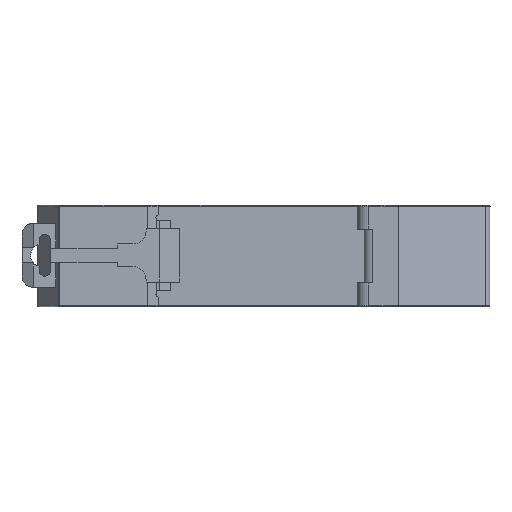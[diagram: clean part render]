
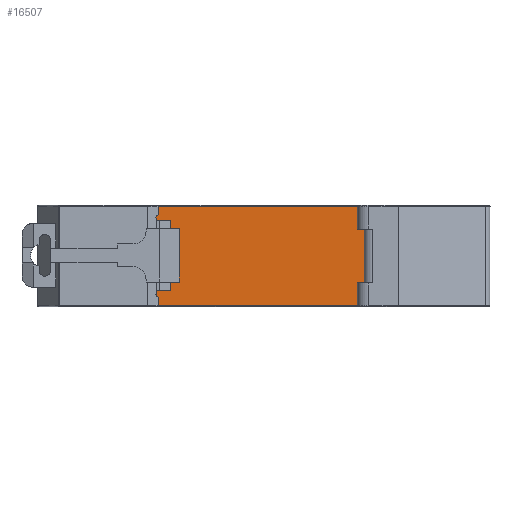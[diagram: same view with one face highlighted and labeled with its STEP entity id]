
A CAD part, front view. The second image highlights one B-rep face of the part: STEP entity #16507.
In plain terms, the highlighted planar face has unit normal (0, -1, 0).
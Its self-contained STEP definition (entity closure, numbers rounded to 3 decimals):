
#348 = CARTESIAN_POINT ( 'NONE',  ( -43.898, -16.301, 4.364 ) ) ;
#418 = VECTOR ( 'NONE', #10249, 1000. ) ;
#731 = AXIS2_PLACEMENT_3D ( 'NONE', #950, #10696, #2361 ) ;
#851 = CARTESIAN_POINT ( 'NONE',  ( -40.977, -16.301, -8.237 ) ) ;
#861 = CARTESIAN_POINT ( 'NONE',  ( -43.197, -16.301, 6.463 ) ) ;
#906 = VERTEX_POINT ( 'NONE', #10244 ) ;
#950 = CARTESIAN_POINT ( 'NONE',  ( -44.199, -16.301, -3.336 ) ) ;
#954 = EDGE_CURVE ( 'NONE', #1389, #2139, #7895, .T. ) ;
#1017 = EDGE_CURVE ( 'NONE', #11221, #12819, #6113, .T. ) ;
#1389 = VERTEX_POINT ( 'NONE', #8753 ) ;
#2085 = ORIENTED_EDGE ( 'NONE', *, *, #954, .T. ) ;
#2139 = VERTEX_POINT ( 'NONE', #348 ) ;
#2154 = CARTESIAN_POINT ( 'NONE',  ( -44.201, -16.301, -10.936 ) ) ;
#2158 = CARTESIAN_POINT ( 'NONE',  ( -43.201, -16.301, -9.537 ) ) ;
#2361 = DIRECTION ( 'NONE',  ( 0., 0., -1. ) ) ;
#2556 = VECTOR ( 'NONE', #4052, 1000. ) ;
#2713 = ORIENTED_EDGE ( 'NONE', *, *, #14294, .T. ) ;
#3199 = EDGE_CURVE ( 'NONE', #2139, #11221, #16049, .T. ) ;
#3292 = CARTESIAN_POINT ( 'NONE',  ( -43.201, -16.301, -10.937 ) ) ;
#3556 = DIRECTION ( 'NONE',  ( -0.707, 0., 0.707 ) ) ;
#3699 = CARTESIAN_POINT ( 'NONE',  ( -43.875, -16.301, 108.53 ) ) ;
#3700 = EDGE_CURVE ( 'NONE', #12313, #9254, #13689, .T. ) ;
#3724 = DIRECTION ( 'NONE',  ( 0., 0., -1. ) ) ;
#3740 = VECTOR ( 'NONE', #16451, 1000. ) ;
#3925 = EDGE_CURVE ( 'NONE', #12819, #14630, #17383, .T. ) ;
#3984 = ORIENTED_EDGE ( 'NONE', *, *, #3199, .T. ) ;
#4052 = DIRECTION ( 'NONE',  ( 0., 0., -1. ) ) ;
#4141 = VECTOR ( 'NONE', #6757, 1000. ) ;
#4176 = VECTOR ( 'NONE', #6072, 1000. ) ;
#4388 = CARTESIAN_POINT ( 'NONE',  ( -43.901, -16.301, -8.836 ) ) ;
#4569 = LINE ( 'NONE', #3292, #418 ) ;
#4854 = DIRECTION ( 'NONE',  ( 1., 0., 0. ) ) ;
#5261 = VERTEX_POINT ( 'NONE', #10947 ) ;
#5349 = VECTOR ( 'NONE', #13453, 1000. ) ;
#5435 = LINE ( 'NONE', #12302, #4141 ) ;
#5567 = VECTOR ( 'NONE', #9698, 1000. ) ;
#5929 = LINE ( 'NONE', #2154, #16219 ) ;
#6072 = DIRECTION ( 'NONE',  ( -0.707, 0., -0.707 ) ) ;
#6113 = LINE ( 'NONE', #9011, #16828 ) ;
#6249 = VECTOR ( 'NONE', #3556, 1000. ) ;
#6321 = ORIENTED_EDGE ( 'NONE', *, *, #9768, .T. ) ;
#6346 = DIRECTION ( 'NONE',  ( 1., 0., 0. ) ) ;
#6675 = FACE_OUTER_BOUND ( 'NONE', #10966, .T. ) ;
#6684 = CARTESIAN_POINT ( 'NONE',  ( -77.762, -16.301, -8.229 ) ) ;
#6757 = DIRECTION ( 'NONE',  ( -1., 0., 0. ) ) ;
#6858 = EDGE_CURVE ( 'NONE', #906, #14630, #11160, .T. ) ;
#7046 = ORIENTED_EDGE ( 'NONE', *, *, #7537, .T. ) ;
#7145 = ORIENTED_EDGE ( 'NONE', *, *, #1017, .T. ) ;
#7154 = VERTEX_POINT ( 'NONE', #9279 ) ;
#7537 = EDGE_CURVE ( 'NONE', #12313, #8657, #4569, .T. ) ;
#7895 = LINE ( 'NONE', #13018, #4176 ) ;
#8657 = VERTEX_POINT ( 'NONE', #16917 ) ;
#8753 = CARTESIAN_POINT ( 'NONE',  ( -43.198, -16.301, 5.063 ) ) ;
#8911 = ORIENTED_EDGE ( 'NONE', *, *, #3925, .T. ) ;
#9011 = CARTESIAN_POINT ( 'NONE',  ( -77.759, -16.301, 3.971 ) ) ;
#9254 = VERTEX_POINT ( 'NONE', #4388 ) ;
#9279 = CARTESIAN_POINT ( 'NONE',  ( -7.201, -16.301, -10.944 ) ) ;
#9698 = DIRECTION ( 'NONE',  ( 0., 0., -1. ) ) ;
#9768 = EDGE_CURVE ( 'NONE', #906, #9254, #12980, .T. ) ;
#10025 = VECTOR ( 'NONE', #17779, 1000. ) ;
#10062 = ORIENTED_EDGE ( 'NONE', *, *, #3700, .F. ) ;
#10244 = CARTESIAN_POINT ( 'NONE',  ( -43.9, -16.301, -8.236 ) ) ;
#10249 = DIRECTION ( 'NONE',  ( 0., 0., -1. ) ) ;
#10463 = EDGE_CURVE ( 'NONE', #8657, #7154, #5929, .T. ) ;
#10696 = DIRECTION ( 'NONE',  ( 0., 1., 0. ) ) ;
#10947 = CARTESIAN_POINT ( 'NONE',  ( -7.197, -16.301, 6.456 ) ) ;
#10966 = EDGE_LOOP ( 'NONE', ( #3984, #7145, #8911, #12812, #6321, #10062, #7046, #11153, #2713, #17106, #17770, #2085 ) ) ;
#11079 = CARTESIAN_POINT ( 'NONE',  ( -43.201, -16.301, -9.537 ) ) ;
#11094 = CARTESIAN_POINT ( 'NONE',  ( -43.875, -16.301, 108.53 ) ) ;
#11153 = ORIENTED_EDGE ( 'NONE', *, *, #10463, .T. ) ;
#11160 = LINE ( 'NONE', #6684, #3740 ) ;
#11221 = VERTEX_POINT ( 'NONE', #15017 ) ;
#12302 = CARTESIAN_POINT ( 'NONE',  ( -44.197, -16.301, 6.464 ) ) ;
#12313 = VERTEX_POINT ( 'NONE', #11079 ) ;
#12402 = CARTESIAN_POINT ( 'NONE',  ( -40.974, -16.301, 3.963 ) ) ;
#12537 = LINE ( 'NONE', #13471, #16257 ) ;
#12812 = ORIENTED_EDGE ( 'NONE', *, *, #6858, .F. ) ;
#12819 = VERTEX_POINT ( 'NONE', #12402 ) ;
#12980 = LINE ( 'NONE', #11094, #5567 ) ;
#13018 = CARTESIAN_POINT ( 'NONE',  ( -43.898, -16.301, 4.364 ) ) ;
#13439 = PLANE ( 'NONE',  #731 ) ;
#13453 = DIRECTION ( 'NONE',  ( 0., 0., -1. ) ) ;
#13471 = CARTESIAN_POINT ( 'NONE',  ( -43.198, -16.301, 5.063 ) ) ;
#13689 = LINE ( 'NONE', #2158, #6249 ) ;
#14294 = EDGE_CURVE ( 'NONE', #7154, #5261, #17450, .T. ) ;
#14630 = VERTEX_POINT ( 'NONE', #851 ) ;
#15017 = CARTESIAN_POINT ( 'NONE',  ( -43.898, -16.301, 3.964 ) ) ;
#15372 = EDGE_CURVE ( 'NONE', #5261, #17041, #5435, .T. ) ;
#16049 = LINE ( 'NONE', #3699, #5349 ) ;
#16219 = VECTOR ( 'NONE', #6346, 1000. ) ;
#16257 = VECTOR ( 'NONE', #3724, 1000. ) ;
#16370 = CARTESIAN_POINT ( 'NONE',  ( -7.199, -16.301, -2.244 ) ) ;
#16451 = DIRECTION ( 'NONE',  ( 1., 0., 0. ) ) ;
#16507 = ADVANCED_FACE ( 'NONE', ( #6675 ), #13439, .F. ) ;
#16828 = VECTOR ( 'NONE', #4854, 1000. ) ;
#16917 = CARTESIAN_POINT ( 'NONE',  ( -43.201, -16.301, -10.937 ) ) ;
#17041 = VERTEX_POINT ( 'NONE', #861 ) ;
#17078 = EDGE_CURVE ( 'NONE', #17041, #1389, #12537, .T. ) ;
#17106 = ORIENTED_EDGE ( 'NONE', *, *, #15372, .T. ) ;
#17383 = LINE ( 'NONE', #18029, #2556 ) ;
#17450 = LINE ( 'NONE', #16370, #10025 ) ;
#17770 = ORIENTED_EDGE ( 'NONE', *, *, #17078, .T. ) ;
#17779 = DIRECTION ( 'NONE',  ( 0., 0., 1. ) ) ;
#18029 = CARTESIAN_POINT ( 'NONE',  ( -40.975, -16.301, -2.405 ) ) ;
